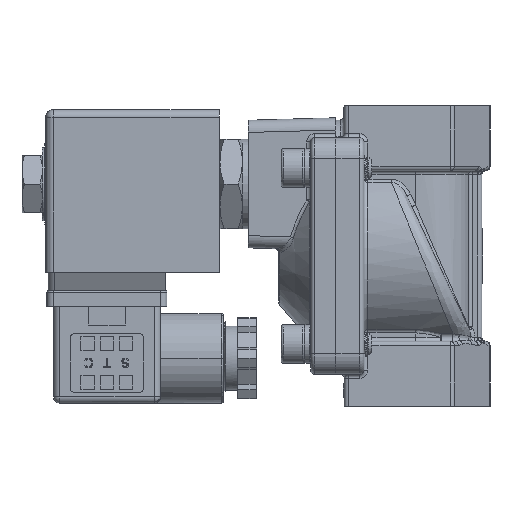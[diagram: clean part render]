
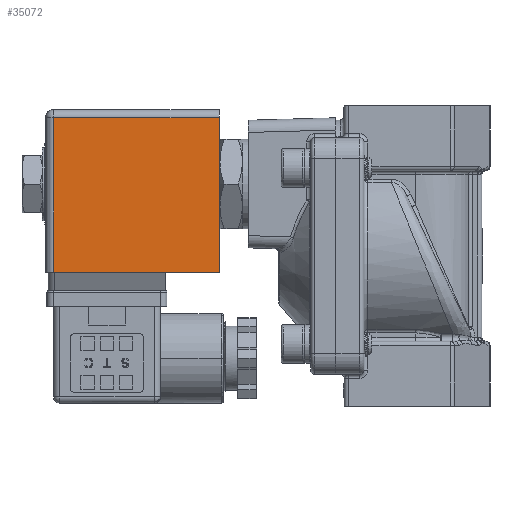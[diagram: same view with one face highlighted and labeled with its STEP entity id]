
A CAD part, left-side view. The second image highlights one B-rep face of the part: STEP entity #35072.
In plain terms, the highlighted planar face has unit normal (-1, 0, 0).
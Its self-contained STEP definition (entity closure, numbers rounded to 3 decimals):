
#1322 = EDGE_CURVE ( 'NONE', #120418, #75999, #92912, .T. ) ;
#4219 = DIRECTION ( 'NONE',  ( 0., 1., 0. ) ) ;
#7250 = VECTOR ( 'NONE', #85911, 1000. ) ;
#9285 = EDGE_CURVE ( 'NONE', #75999, #91538, #35921, .T. ) ;
#10179 = EDGE_CURVE ( 'NONE', #91538, #138767, #81060, .T. ) ;
#12477 = DIRECTION ( 'NONE',  ( -1., 0., 0. ) ) ;
#29574 = ORIENTED_EDGE ( 'NONE', *, *, #118443, .T. ) ;
#29667 = ORIENTED_EDGE ( 'NONE', *, *, #10179, .T. ) ;
#35072 = ADVANCED_FACE ( 'NONE', ( #44349 ), #76576, .T. ) ;
#35921 = LINE ( 'NONE', #75058, #7250 ) ;
#39810 = CARTESIAN_POINT ( 'NONE',  ( -17.925, 107.5, -3.98 ) ) ;
#41972 = ORIENTED_EDGE ( 'NONE', *, *, #9285, .T. ) ;
#42657 = EDGE_LOOP ( 'NONE', ( #129332, #41972, #29667, #29574 ) ) ;
#44349 = FACE_OUTER_BOUND ( 'NONE', #42657, .T. ) ;
#50880 = CARTESIAN_POINT ( 'NONE',  ( -17.925, 107.5, -3.98 ) ) ;
#52441 = VECTOR ( 'NONE', #4219, 1000. ) ;
#55074 = CARTESIAN_POINT ( 'NONE',  ( -17.925, 66.8, -3.98 ) ) ;
#58261 = CARTESIAN_POINT ( 'NONE',  ( -17.925, 66.8, 34.02 ) ) ;
#64259 = VECTOR ( 'NONE', #130476, 1000. ) ;
#69346 = CARTESIAN_POINT ( 'NONE',  ( -17.925, 107.5, 34.02 ) ) ;
#74236 = LINE ( 'NONE', #50880, #131620 ) ;
#75058 = CARTESIAN_POINT ( 'NONE',  ( -17.925, 66.8, -3.98 ) ) ;
#75999 = VERTEX_POINT ( 'NONE', #113052 ) ;
#76576 = PLANE ( 'NONE',  #99753 ) ;
#77019 = CARTESIAN_POINT ( 'NONE',  ( -17.925, 66.8, -3.98 ) ) ;
#81060 = LINE ( 'NONE', #122485, #52441 ) ;
#85911 = DIRECTION ( 'NONE',  ( 0., 0., 1. ) ) ;
#87865 = DIRECTION ( 'NONE',  ( 0., 0., 1. ) ) ;
#91538 = VERTEX_POINT ( 'NONE', #58261 ) ;
#92912 = LINE ( 'NONE', #55074, #64259 ) ;
#99753 = AXIS2_PLACEMENT_3D ( 'NONE', #77019, #12477, #87865 ) ;
#113052 = CARTESIAN_POINT ( 'NONE',  ( -17.925, 66.8, -3.98 ) ) ;
#118443 = EDGE_CURVE ( 'NONE', #138767, #120418, #74236, .T. ) ;
#120418 = VERTEX_POINT ( 'NONE', #39810 ) ;
#122485 = CARTESIAN_POINT ( 'NONE',  ( -17.925, 66.8, 34.02 ) ) ;
#129332 = ORIENTED_EDGE ( 'NONE', *, *, #1322, .T. ) ;
#130476 = DIRECTION ( 'NONE',  ( 0., -1., 0. ) ) ;
#131620 = VECTOR ( 'NONE', #137097, 1000. ) ;
#137097 = DIRECTION ( 'NONE',  ( 0., 0., -1. ) ) ;
#138767 = VERTEX_POINT ( 'NONE', #69346 ) ;
